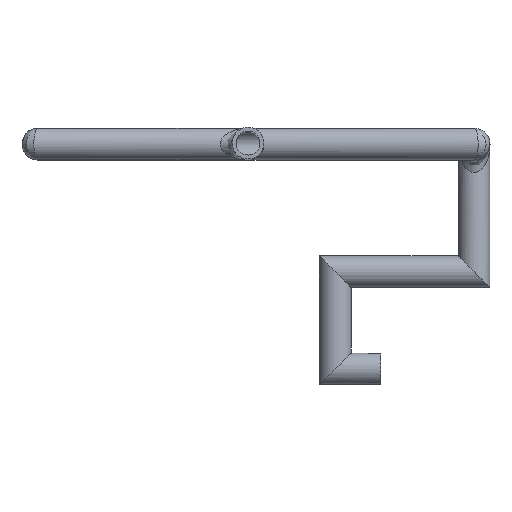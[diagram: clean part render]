
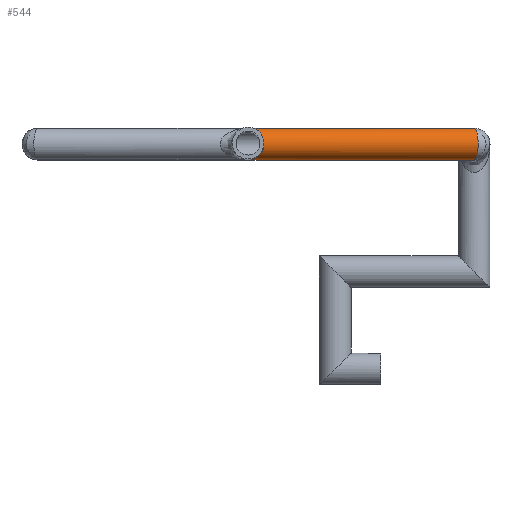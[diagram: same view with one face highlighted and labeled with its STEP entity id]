
A CAD part, top view. The second image highlights one B-rep face of the part: STEP entity #544.
In plain terms, the highlighted cylindrical face has radius 4 mm (diameter 8 mm), a full revolution.
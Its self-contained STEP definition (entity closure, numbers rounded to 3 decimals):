
#39=LINE('',#1546,#57);
#57=VECTOR('',#831,4.);
#75=CYLINDRICAL_SURFACE('',#648,4.);
#104=FACE_OUTER_BOUND('',#135,.T.);
#135=EDGE_LOOP('',(#475,#476,#477,#478,#479,#480,#481,#482));
#146=ELLIPSE('',#574,4.123,4.);
#149=ELLIPSE('',#577,8.062,4.);
#150=ELLIPSE('',#578,8.062,4.);
#151=ELLIPSE('',#579,8.062,4.);
#153=ELLIPSE('',#581,4.123,4.);
#154=ELLIPSE('',#582,4.123,4.);
#203=VERTEX_POINT('',#1019);
#204=VERTEX_POINT('',#1020);
#206=VERTEX_POINT('',#1081);
#207=VERTEX_POINT('',#1139);
#208=VERTEX_POINT('',#1140);
#209=VERTEX_POINT('',#1198);
#262=EDGE_CURVE('',#204,#203,#146,.T.);
#265=EDGE_CURVE('',#203,#206,#149,.T.);
#266=EDGE_CURVE('',#206,#204,#150,.T.);
#267=EDGE_CURVE('',#207,#208,#151,.T.);
#269=EDGE_CURVE('',#208,#209,#153,.T.);
#270=EDGE_CURVE('',#209,#207,#154,.T.);
#335=EDGE_CURVE('',#206,#209,#39,.T.);
#475=ORIENTED_EDGE('',*,*,#262,.F.);
#476=ORIENTED_EDGE('',*,*,#266,.F.);
#477=ORIENTED_EDGE('',*,*,#335,.T.);
#478=ORIENTED_EDGE('',*,*,#269,.F.);
#479=ORIENTED_EDGE('',*,*,#267,.F.);
#480=ORIENTED_EDGE('',*,*,#270,.F.);
#481=ORIENTED_EDGE('',*,*,#335,.F.);
#482=ORIENTED_EDGE('',*,*,#265,.F.);
#544=ADVANCED_FACE('',(#104),#75,.T.);
#574=AXIS2_PLACEMENT_3D('',#1022,#667,#668);
#577=AXIS2_PLACEMENT_3D('',#1082,#673,#674);
#578=AXIS2_PLACEMENT_3D('',#1083,#675,#676);
#579=AXIS2_PLACEMENT_3D('',#1141,#677,#678);
#581=AXIS2_PLACEMENT_3D('',#1199,#681,#682);
#582=AXIS2_PLACEMENT_3D('',#1200,#683,#684);
#648=AXIS2_PLACEMENT_3D('',#1545,#829,#830);
#667=DIRECTION('center_axis',(0.97,0.,-0.243));
#668=DIRECTION('ref_axis',(0.243,0.,0.97));
#673=DIRECTION('center_axis',(0.496,0.,-0.868));
#674=DIRECTION('ref_axis',(-0.868,0.,-0.496));
#675=DIRECTION('center_axis',(0.496,0.,-0.868));
#676=DIRECTION('ref_axis',(-0.868,0.,-0.496));
#677=DIRECTION('center_axis',(-0.496,0.,0.868));
#678=DIRECTION('ref_axis',(0.868,0.,0.496));
#681=DIRECTION('center_axis',(-0.97,0.,
0.243));
#682=DIRECTION('ref_axis',(-0.243,0.,-0.97));
#683=DIRECTION('center_axis',(-0.97,0.,
0.243));
#684=DIRECTION('ref_axis',(-0.243,0.,-0.97));
#829=DIRECTION('center_axis',(1.,0.,0.));
#830=DIRECTION('ref_axis',(0.,0.,1.));
#831=DIRECTION('',(-1.,0.,0.));
#1019=CARTESIAN_POINT('',(62.262,-4.,27.368));
#1020=CARTESIAN_POINT('',(62.262,4.,27.368));
#1022=CARTESIAN_POINT('Origin',(62.262,0.,27.368));
#1081=CARTESIAN_POINT('',(55.262,0.,23.368));
#1082=CARTESIAN_POINT('Origin',(62.262,0.,27.368));
#1083=CARTESIAN_POINT('Origin',(62.262,0.,27.368));
#1139=CARTESIAN_POINT('',(-47.738,-4.,27.368));
#1140=CARTESIAN_POINT('',(-47.738,4.,27.368));
#1141=CARTESIAN_POINT('Origin',(-47.738,0.,27.368));
#1198=CARTESIAN_POINT('',(-48.738,0.,23.368));
#1199=CARTESIAN_POINT('Origin',(-47.738,0.,27.368));
#1200=CARTESIAN_POINT('Origin',(-47.738,0.,27.368));
#1545=CARTESIAN_POINT('Origin',(-47.738,0.,27.368));
#1546=CARTESIAN_POINT('',(-47.738,0.,23.368));
